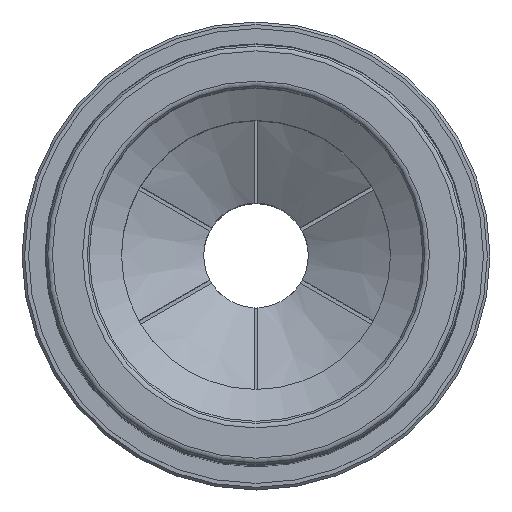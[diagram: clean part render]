
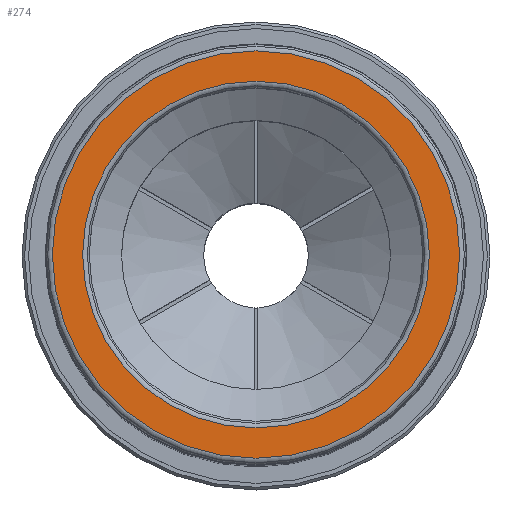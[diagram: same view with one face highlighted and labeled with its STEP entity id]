
A CAD part, top view. The second image highlights one B-rep face of the part: STEP entity #274.
In plain terms, the highlighted planar face has unit normal (0, 0, 1).
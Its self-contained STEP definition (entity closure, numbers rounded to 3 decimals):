
#274=ADVANCED_FACE('',(#354,#355),#323,.F.);
#323=PLANE('',#1141);
#354=FACE_BOUND('',#422,.T.);
#355=FACE_BOUND('',#423,.T.);
#422=EDGE_LOOP('',(#571));
#423=EDGE_LOOP('',(#572));
#571=ORIENTED_EDGE('',*,*,#941,.T.);
#572=ORIENTED_EDGE('',*,*,#943,.T.);
#826=VERTEX_POINT('',#2084);
#828=VERTEX_POINT('',#2089);
#941=EDGE_CURVE('',#826,#826,#1041,.T.);
#943=EDGE_CURVE('',#828,#828,#1043,.T.);
#1041=CIRCLE('',#1137,15.45);
#1043=CIRCLE('',#1140,13.15);
#1137=AXIS2_PLACEMENT_3D('',#2083,#1311,#1312);
#1140=AXIS2_PLACEMENT_3D('',#2088,#1317,#1318);
#1141=AXIS2_PLACEMENT_3D('',#2090,#1319,#1320);
#1311=DIRECTION('',(0.,0.,1.));
#1312=DIRECTION('',(-1.,0.,0.));
#1317=DIRECTION('',(0.,0.,-1.));
#1318=DIRECTION('',(1.,0.,0.));
#1319=DIRECTION('',(0.,0.,-1.));
#1320=DIRECTION('',(1.,0.,0.));
#2083=CARTESIAN_POINT('',(0.,0.,60.5));
#2084=CARTESIAN_POINT('',(-15.45,0.,60.5));
#2088=CARTESIAN_POINT('',(0.,0.,60.5));
#2089=CARTESIAN_POINT('',(13.15,0.,60.5));
#2090=CARTESIAN_POINT('',(0.,0.,60.5));
